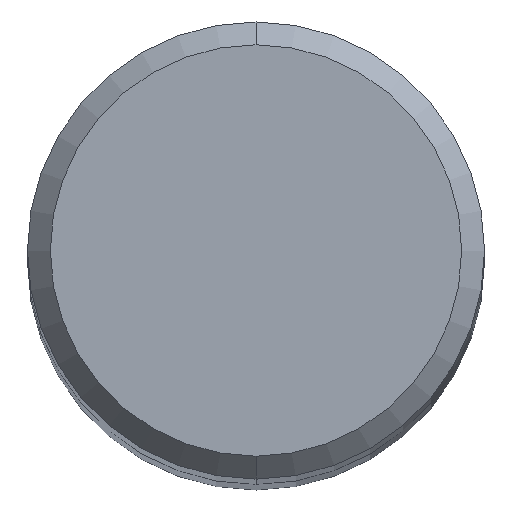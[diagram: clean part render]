
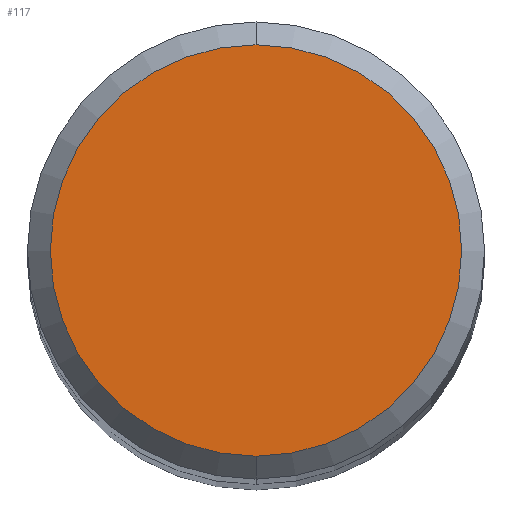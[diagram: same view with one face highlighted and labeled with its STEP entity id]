
A CAD part, top view. The second image highlights one B-rep face of the part: STEP entity #117.
In plain terms, the highlighted planar face has unit normal (0, 0, 1).
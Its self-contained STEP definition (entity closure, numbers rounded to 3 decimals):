
#113=EDGE_CURVE('',#139,#165,#237,.T.);
#117=ADVANCED_FACE('',(#241),#242,.T.);
#125=EDGE_CURVE('',#165,#139,#250,.T.);
#139=VERTEX_POINT('',#266);
#165=VERTEX_POINT('',#295);
#237=CIRCLE('',#370,4.5);
#241=FACE_OUTER_BOUND('',#373,.T.);
#242=PLANE('',#374);
#250=CIRCLE('',#386,4.5);
#266=CARTESIAN_POINT('',(0.0,4.5,0.0));
#295=CARTESIAN_POINT('',(0.,-4.5,0.0));
#370=AXIS2_PLACEMENT_3D('',#515,#516,#517);
#373=EDGE_LOOP('',(#520,#521));
#374=AXIS2_PLACEMENT_3D('',#522,#523,#524);
#386=AXIS2_PLACEMENT_3D('',#529,#530,#531);
#515=CARTESIAN_POINT('',(0.0,0.0,0.0));
#516=DIRECTION('',(0.0,0.0,-1.0));
#517=DIRECTION('',(0.0,1.0,0.0));
#520=ORIENTED_EDGE('',*,*,#113,.F.);
#521=ORIENTED_EDGE('',*,*,#125,.F.);
#522=CARTESIAN_POINT('',(0.0,2.25,0.0));
#523=DIRECTION('',(-0.0,0.0,1.0));
#524=DIRECTION('',(0.0,-1.0,0.0));
#529=CARTESIAN_POINT('',(0.0,0.0,0.0));
#530=DIRECTION('',(0.0,0.0,-1.0));
#531=DIRECTION('',(0.0,1.0,0.0));
